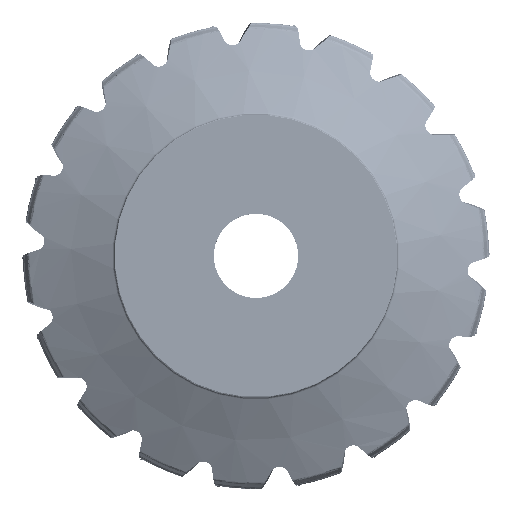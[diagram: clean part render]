
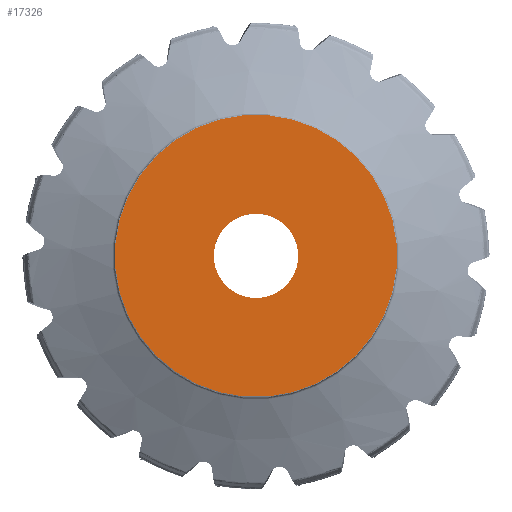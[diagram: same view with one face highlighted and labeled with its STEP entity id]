
A CAD part, top view. The second image highlights one B-rep face of the part: STEP entity #17326.
In plain terms, the highlighted planar face has unit normal (0, 0, 1).
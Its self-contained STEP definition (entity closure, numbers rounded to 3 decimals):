
#3515=FACE_BOUND('',#34219,.T.);
#3516=FACE_BOUND('',#34220,.T.);
#17326=ADVANCED_FACE('CU_BACK_F001',(#3515,#3516),#18845,.T.);
#18845=PLANE('',#138189);
#34219=EDGE_LOOP('',(#82490));
#34220=EDGE_LOOP('',(#82491));
#39806=CIRCLE('',#125809,23.819);
#45211=CIRCLE('',#138183,79.6);
#82490=ORIENTED_EDGE('',*,*,#112925,.T.);
#82491=ORIENTED_EDGE('',*,*,#96438,.F.);
#84461=VERTEX_POINT('',#183882);
#94161=VERTEX_POINT('',#286698);
#96438=EDGE_CURVE('',#84461,#84461,#39806,.T.);
#112925=EDGE_CURVE('',#94161,#94161,#45211,.T.);
#125809=AXIS2_PLACEMENT_3D('',#183881,#141526,#141527);
#138183=AXIS2_PLACEMENT_3D('',#286697,#171438,#171439);
#138189=AXIS2_PLACEMENT_3D('',#286704,#171450,#171451);
#141526=DIRECTION('',(0.,0.,1.));
#141527=DIRECTION('',(0.966,0.259,0.));
#171438=DIRECTION('',(0.,0.,1.));
#171439=DIRECTION('',(0.966,0.259,0.));
#171450=DIRECTION('',(0.,0.,1.));
#171451=DIRECTION('',(0.966,0.259,0.));
#183881=CARTESIAN_POINT('',(0.,0.,
0.));
#183882=CARTESIAN_POINT('',(23.007,6.165,0.));
#286697=CARTESIAN_POINT('',(0.,0.,
0.));
#286698=CARTESIAN_POINT('',(76.888,20.602,0.));
#286704=CARTESIAN_POINT('',(-24.819,0.,0.));
